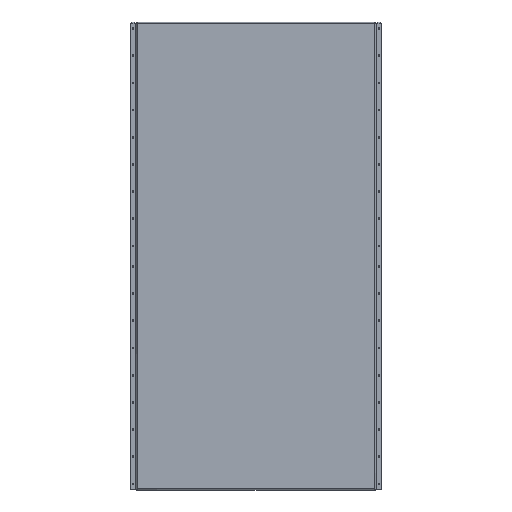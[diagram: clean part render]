
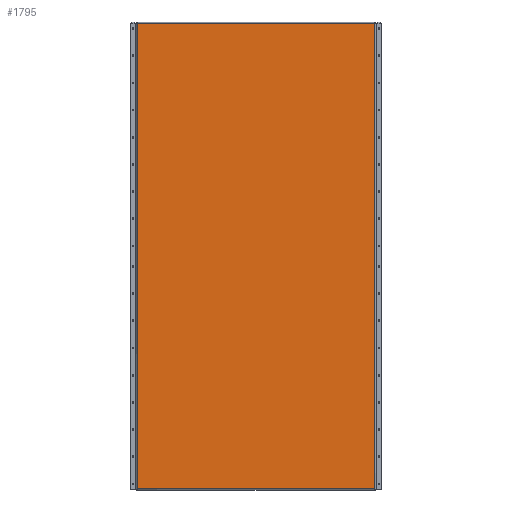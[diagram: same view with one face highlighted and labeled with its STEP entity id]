
A CAD part, front view. The second image highlights one B-rep face of the part: STEP entity #1795.
In plain terms, the highlighted planar face has unit normal (0, -1, 0).
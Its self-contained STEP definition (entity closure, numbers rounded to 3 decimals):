
#12 = LINE ( 'NONE', #1774, #3259 ) ;
#159 = LINE ( 'NONE', #3156, #4396 ) ;
#724 = CARTESIAN_POINT ( 'NONE',  ( 0., 0., 1712. ) ) ;
#739 = CARTESIAN_POINT ( 'NONE',  ( 4., 0., 0. ) ) ;
#1023 = VERTEX_POINT ( 'NONE', #2306 ) ;
#1252 = CARTESIAN_POINT ( 'NONE',  ( 877., 0., 1712. ) ) ;
#1373 = ORIENTED_EDGE ( 'NONE', *, *, #4961, .T. ) ;
#1550 = ORIENTED_EDGE ( 'NONE', *, *, #5444, .T. ) ;
#1744 = DIRECTION ( 'NONE',  ( 0., 0., -1. ) ) ;
#1774 = CARTESIAN_POINT ( 'NONE',  ( 4., 0., 1712. ) ) ;
#1795 = ADVANCED_FACE ( 'NONE', ( #4361 ), #3857, .T. ) ;
#1803 = LINE ( 'NONE', #3082, #2888 ) ;
#1879 = DIRECTION ( 'NONE',  ( 0., 0., -1. ) ) ;
#2108 = AXIS2_PLACEMENT_3D ( 'NONE', #4254, #3830, #5232 ) ;
#2306 = CARTESIAN_POINT ( 'NONE',  ( 4., 0., 1712. ) ) ;
#2555 = VERTEX_POINT ( 'NONE', #739 ) ;
#2592 = ORIENTED_EDGE ( 'NONE', *, *, #2917, .F. ) ;
#2874 = DIRECTION ( 'NONE',  ( -1., 0., 0. ) ) ;
#2888 = VECTOR ( 'NONE', #4255, 1000. ) ;
#2917 = EDGE_CURVE ( 'NONE', #5294, #2555, #1803, .T. ) ;
#3082 = CARTESIAN_POINT ( 'NONE',  ( 0., 0., 0. ) ) ;
#3156 = CARTESIAN_POINT ( 'NONE',  ( 877., 0., 1712. ) ) ;
#3259 = VECTOR ( 'NONE', #1744, 1000. ) ;
#3546 = CARTESIAN_POINT ( 'NONE',  ( 877., 0., 0. ) ) ;
#3830 = DIRECTION ( 'NONE',  ( 0., -1., 0. ) ) ;
#3851 = EDGE_CURVE ( 'NONE', #4539, #5294, #159, .T. ) ;
#3857 = PLANE ( 'NONE',  #2108 ) ;
#3996 = ORIENTED_EDGE ( 'NONE', *, *, #3851, .F. ) ;
#4223 = VECTOR ( 'NONE', #2874, 1000. ) ;
#4254 = CARTESIAN_POINT ( 'NONE',  ( 0., 0., 1712. ) ) ;
#4255 = DIRECTION ( 'NONE',  ( -1., 0., 0. ) ) ;
#4361 = FACE_OUTER_BOUND ( 'NONE', #4818, .T. ) ;
#4396 = VECTOR ( 'NONE', #1879, 1000. ) ;
#4539 = VERTEX_POINT ( 'NONE', #1252 ) ;
#4818 = EDGE_LOOP ( 'NONE', ( #2592, #3996, #1373, #1550 ) ) ;
#4961 = EDGE_CURVE ( 'NONE', #4539, #1023, #5430, .T. ) ;
#5232 = DIRECTION ( 'NONE',  ( 0., 0., -1. ) ) ;
#5294 = VERTEX_POINT ( 'NONE', #3546 ) ;
#5430 = LINE ( 'NONE', #724, #4223 ) ;
#5444 = EDGE_CURVE ( 'NONE', #1023, #2555, #12, .T. ) ;
